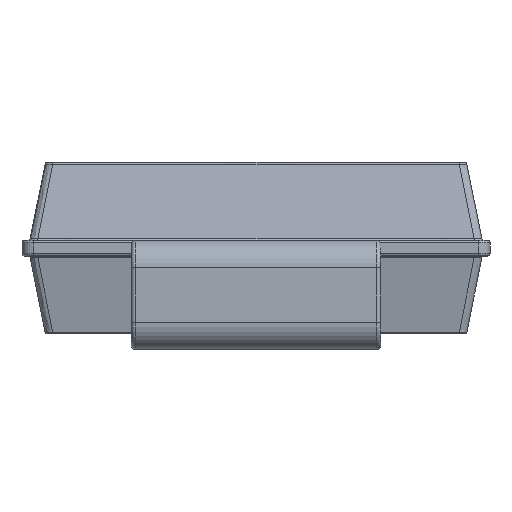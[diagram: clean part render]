
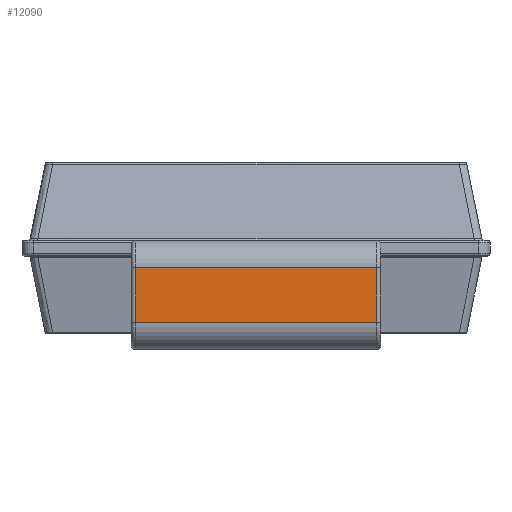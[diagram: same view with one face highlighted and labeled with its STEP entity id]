
A CAD part, left-side view. The second image highlights one B-rep face of the part: STEP entity #12090.
In plain terms, the highlighted face is planar.
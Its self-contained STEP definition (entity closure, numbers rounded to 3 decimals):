
#10156 = CYLINDRICAL_SURFACE('',#10157,0.05);
#10157 = AXIS2_PLACEMENT_3D('',#10158,#10159,#10160);
#10158 = CARTESIAN_POINT('',(0.45,1.55,1.05));
#10159 = DIRECTION('',(0.,0.,-1.));
#10160 = DIRECTION('',(1.,0.,0.));
#10680 = CYLINDRICAL_SURFACE('',#10681,0.05);
#10681 = AXIS2_PLACEMENT_3D('',#10682,#10683,#10684);
#10682 = CARTESIAN_POINT('',(0.45,-1.55,1.05));
#10683 = DIRECTION('',(0.,0.,-1.));
#10684 = DIRECTION('',(1.,0.,0.));
#11004 = VERTEX_POINT('',#11005);
#11005 = CARTESIAN_POINT('',(0.5,1.55,1.05));
#11020 = CYLINDRICAL_SURFACE('',#11021,0.35);
#11021 = AXIS2_PLACEMENT_3D('',#11022,#11023,#11024);
#11022 = CARTESIAN_POINT('',(0.15,1.6,1.05));
#11023 = DIRECTION('',(0.,1.,0.));
#11024 = DIRECTION('',(1.,0.,0.));
#11112 = VERTEX_POINT('',#11113);
#11113 = CARTESIAN_POINT('',(0.5,1.55,0.35));
#11135 = EDGE_CURVE('',#11004,#11112,#11136,.T.);
#11136 = SURFACE_CURVE('',#11137,(#11141,#11148),.PCURVE_S1.);
#11137 = LINE('',#11138,#11139);
#11138 = CARTESIAN_POINT('',(0.5,1.55,1.05));
#11139 = VECTOR('',#11140,1.);
#11140 = DIRECTION('',(0.,0.,-1.));
#11141 = PCURVE('',#10156,#11142);
#11142 = DEFINITIONAL_REPRESENTATION('',(#11143),#11147);
#11143 = LINE('',#11144,#11145);
#11144 = CARTESIAN_POINT('',(-0.,0.));
#11145 = VECTOR('',#11146,1.);
#11146 = DIRECTION('',(-0.,1.));
#11147 = ( GEOMETRIC_REPRESENTATION_CONTEXT(2) 
PARAMETRIC_REPRESENTATION_CONTEXT() REPRESENTATION_CONTEXT('2D SPACE',''
  ) );
#11148 = PCURVE('',#11149,#11154);
#11149 = PLANE('',#11150);
#11150 = AXIS2_PLACEMENT_3D('',#11151,#11152,#11153);
#11151 = CARTESIAN_POINT('',(0.5,1.6,1.05));
#11152 = DIRECTION('',(1.,0.,0.));
#11153 = DIRECTION('',(0.,0.,-1.));
#11154 = DEFINITIONAL_REPRESENTATION('',(#11155),#11159);
#11155 = LINE('',#11156,#11157);
#11156 = CARTESIAN_POINT('',(0.,-0.05));
#11157 = VECTOR('',#11158,1.);
#11158 = DIRECTION('',(1.,0.));
#11159 = ( GEOMETRIC_REPRESENTATION_CONTEXT(2) 
PARAMETRIC_REPRESENTATION_CONTEXT() REPRESENTATION_CONTEXT('2D SPACE',''
  ) );
#11242 = CYLINDRICAL_SURFACE('',#11243,0.35);
#11243 = AXIS2_PLACEMENT_3D('',#11244,#11245,#11246);
#11244 = CARTESIAN_POINT('',(0.15,1.6,0.35));
#11245 = DIRECTION('',(0.,1.,0.));
#11246 = DIRECTION('',(1.,0.,0.));
#11673 = VERTEX_POINT('',#11674);
#11674 = CARTESIAN_POINT('',(0.5,-1.55,1.05));
#11753 = VERTEX_POINT('',#11754);
#11754 = CARTESIAN_POINT('',(0.5,-1.55,0.35));
#11776 = EDGE_CURVE('',#11673,#11753,#11777,.T.);
#11777 = SURFACE_CURVE('',#11778,(#11782,#11789),.PCURVE_S1.);
#11778 = LINE('',#11779,#11780);
#11779 = CARTESIAN_POINT('',(0.5,-1.55,1.05));
#11780 = VECTOR('',#11781,1.);
#11781 = DIRECTION('',(0.,0.,-1.));
#11782 = PCURVE('',#10680,#11783);
#11783 = DEFINITIONAL_REPRESENTATION('',(#11784),#11788);
#11784 = LINE('',#11785,#11786);
#11785 = CARTESIAN_POINT('',(0.,0.));
#11786 = VECTOR('',#11787,1.);
#11787 = DIRECTION('',(0.,1.));
#11788 = ( GEOMETRIC_REPRESENTATION_CONTEXT(2) 
PARAMETRIC_REPRESENTATION_CONTEXT() REPRESENTATION_CONTEXT('2D SPACE',''
  ) );
#11789 = PCURVE('',#11149,#11790);
#11790 = DEFINITIONAL_REPRESENTATION('',(#11791),#11795);
#11791 = LINE('',#11792,#11793);
#11792 = CARTESIAN_POINT('',(0.,-3.15));
#11793 = VECTOR('',#11794,1.);
#11794 = DIRECTION('',(1.,0.));
#11795 = ( GEOMETRIC_REPRESENTATION_CONTEXT(2) 
PARAMETRIC_REPRESENTATION_CONTEXT() REPRESENTATION_CONTEXT('2D SPACE',''
  ) );
#12067 = EDGE_CURVE('',#11004,#11673,#12068,.T.);
#12068 = SURFACE_CURVE('',#12069,(#12073,#12080),.PCURVE_S1.);
#12069 = LINE('',#12070,#12071);
#12070 = CARTESIAN_POINT('',(0.5,1.6,1.05));
#12071 = VECTOR('',#12072,1.);
#12072 = DIRECTION('',(0.,-1.,0.));
#12073 = PCURVE('',#11020,#12074);
#12074 = DEFINITIONAL_REPRESENTATION('',(#12075),#12079);
#12075 = LINE('',#12076,#12077);
#12076 = CARTESIAN_POINT('',(-0.,0.));
#12077 = VECTOR('',#12078,1.);
#12078 = DIRECTION('',(-0.,-1.));
#12079 = ( GEOMETRIC_REPRESENTATION_CONTEXT(2) 
PARAMETRIC_REPRESENTATION_CONTEXT() REPRESENTATION_CONTEXT('2D SPACE',''
  ) );
#12080 = PCURVE('',#11149,#12081);
#12081 = DEFINITIONAL_REPRESENTATION('',(#12082),#12086);
#12082 = LINE('',#12083,#12084);
#12083 = CARTESIAN_POINT('',(0.,0.));
#12084 = VECTOR('',#12085,1.);
#12085 = DIRECTION('',(0.,-1.));
#12086 = ( GEOMETRIC_REPRESENTATION_CONTEXT(2) 
PARAMETRIC_REPRESENTATION_CONTEXT() REPRESENTATION_CONTEXT('2D SPACE',''
  ) );
#12090 = ADVANCED_FACE('',(#12091),#11149,.T.);
#12091 = FACE_BOUND('',#12092,.T.);
#12092 = EDGE_LOOP('',(#12093,#12094,#12095,#12116));
#12093 = ORIENTED_EDGE('',*,*,#12067,.T.);
#12094 = ORIENTED_EDGE('',*,*,#11776,.T.);
#12095 = ORIENTED_EDGE('',*,*,#12096,.F.);
#12096 = EDGE_CURVE('',#11112,#11753,#12097,.T.);
#12097 = SURFACE_CURVE('',#12098,(#12102,#12109),.PCURVE_S1.);
#12098 = LINE('',#12099,#12100);
#12099 = CARTESIAN_POINT('',(0.5,1.6,0.35));
#12100 = VECTOR('',#12101,1.);
#12101 = DIRECTION('',(0.,-1.,0.));
#12102 = PCURVE('',#11149,#12103);
#12103 = DEFINITIONAL_REPRESENTATION('',(#12104),#12108);
#12104 = LINE('',#12105,#12106);
#12105 = CARTESIAN_POINT('',(0.7,0.));
#12106 = VECTOR('',#12107,1.);
#12107 = DIRECTION('',(0.,-1.));
#12108 = ( GEOMETRIC_REPRESENTATION_CONTEXT(2) 
PARAMETRIC_REPRESENTATION_CONTEXT() REPRESENTATION_CONTEXT('2D SPACE',''
  ) );
#12109 = PCURVE('',#11242,#12110);
#12110 = DEFINITIONAL_REPRESENTATION('',(#12111),#12115);
#12111 = LINE('',#12112,#12113);
#12112 = CARTESIAN_POINT('',(-6.283,0.));
#12113 = VECTOR('',#12114,1.);
#12114 = DIRECTION('',(-0.,-1.));
#12115 = ( GEOMETRIC_REPRESENTATION_CONTEXT(2) 
PARAMETRIC_REPRESENTATION_CONTEXT() REPRESENTATION_CONTEXT('2D SPACE',''
  ) );
#12116 = ORIENTED_EDGE('',*,*,#11135,.F.);
